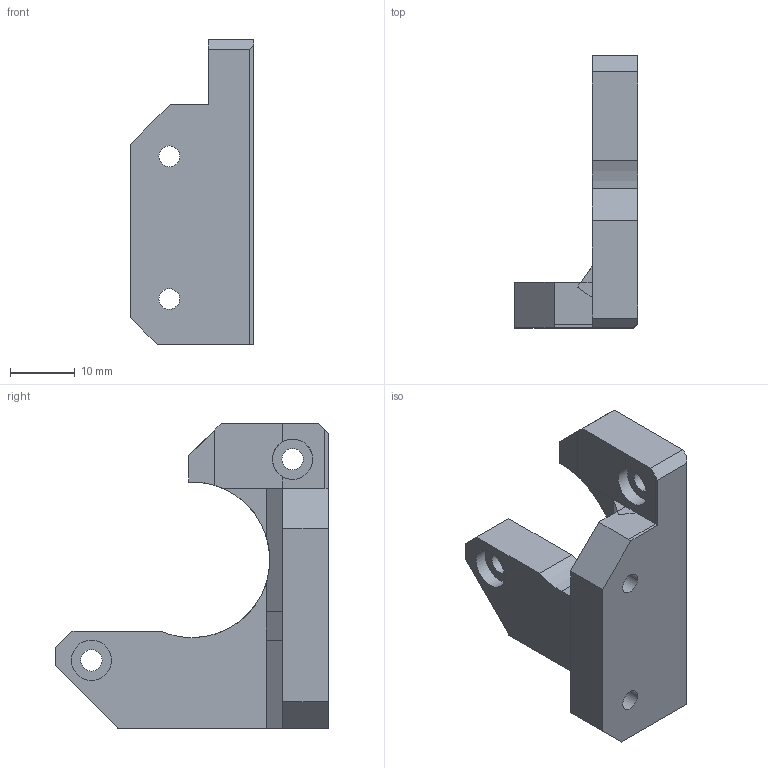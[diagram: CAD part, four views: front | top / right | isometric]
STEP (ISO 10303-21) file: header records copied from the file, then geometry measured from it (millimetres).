
FILE_DESCRIPTION(('FreeCAD Model'),'2;1');
FILE_NAME('y-motor-holder.step', '2017-12-05T21:01:39',(''),(''),'Open CASCADE STEP processor 6.8', 'FreeCAD','Unknown');
FILE_SCHEMA(('AUTOMOTIVE_DESIGN_CC2 { 1 2 10303 214 -1 1 5 4 }'));
Length unit declared in the file: millimetre
Products named in the file (5): ASSEMBLY; Group; cube014; cube015; cube016
Assembly tree (4 placements, depth 2):
  ASSEMBLY
    Group
    cube014
    cube015
    cube016
Bounding box: 19 x 42 x 47 mm (x, y, z)
Volume: 9720.1 mm3; surface area: 4927.6 mm2
Topology: 4 solids, 4 shells, 88 faces, 214 edges, 137 vertices
Faces by surface type: plane 66, bspline 12, cylinder 10
Full cylindrical faces by diameter (mm): 3.2 x2, 3.3 x2, 6.2 x2
Entity records: 8896 total; most frequent: CARTESIAN_POINT 4717, DIRECTION 654, ORIENTED_EDGE 428, PCURVE 428, DEFINITIONAL_REPRESENTATION 428, LINE 422, VECTOR 422, EDGE_CURVE 214
